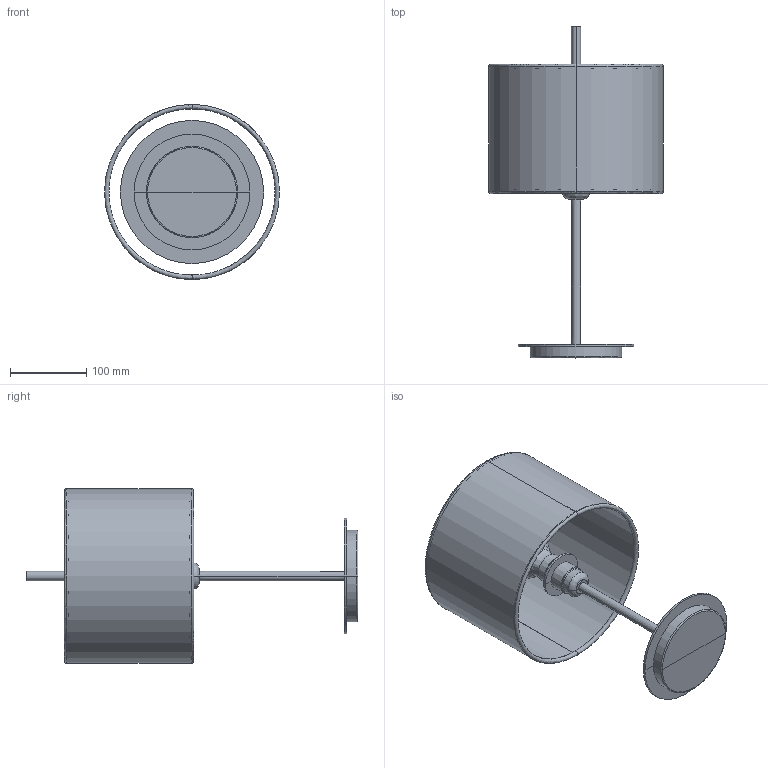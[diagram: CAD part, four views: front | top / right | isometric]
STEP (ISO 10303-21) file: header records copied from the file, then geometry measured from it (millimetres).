
FILE_DESCRIPTION (( 'STEP AP203' ), '1' );
FILE_NAME ('DANONA MINI NIQUEL SAT 2023105-Pyyy.STEP', '2023-02-20T12:10:09', ( '' ), ( '' ), 'SwSTEP 2.0', 'SolidWorks 2019', '' );
FILE_SCHEMA (( 'CONFIG_CONTROL_DESIGN' ));
Length unit declared in the file: millimetre
Products named in the file (4): DANONA M - DIFUSOR; DANONA MINI NIQUEL SAT 2023105-Pyyy; DANONA M - CUERPO; DANONA M - PANTALLA
Assembly tree (3 placements, depth 2):
  DANONA MINI NIQUEL SAT 2023105-Pyyy
    DANONA M - CUERPO
    DANONA M - PANTALLA
    DANONA M - DIFUSOR
Bounding box: 230 x 436.27 x 230 mm (x, y, z)
Volume: 690332.3 mm3; surface area: 389366 mm2
Topology: 3 solids, 3 shells, 73 faces, 146 edges, 74 vertices
Faces by surface type: cone 44, bspline 18, cylinder 8, plane 3
Entity records: 2494 total; most frequent: CARTESIAN_POINT 613, DIRECTION 354, ORIENTED_EDGE 284, AXIS2_PLACEMENT_3D 151, EDGE_CURVE 142, CIRCLE 90, VERTEX_POINT 74, EDGE_LOOP 74
